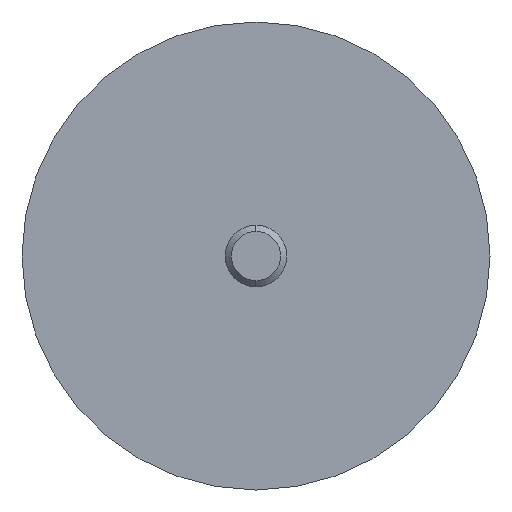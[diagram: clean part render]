
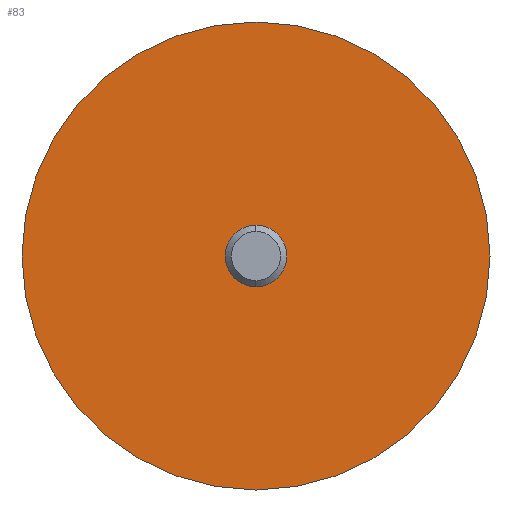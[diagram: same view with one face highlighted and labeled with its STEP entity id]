
A CAD part, left-side view. The second image highlights one B-rep face of the part: STEP entity #83.
In plain terms, the highlighted planar face has unit normal (-1, 0, 0).
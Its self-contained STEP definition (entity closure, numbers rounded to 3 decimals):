
#12 = FACE_OUTER_BOUND ( 'NONE', #321, .T. ) ;
#16 = VERTEX_POINT ( 'NONE', #200 ) ;
#17 = DIRECTION ( 'NONE',  ( 1., 0., 0. ) ) ;
#28 = DIRECTION ( 'NONE',  ( -1., 0., 0. ) ) ;
#40 = ORIENTED_EDGE ( 'NONE', *, *, #154, .F. ) ;
#44 = CARTESIAN_POINT ( 'NONE',  ( -33.337, -38.392, 0. ) ) ;
#46 = VERTEX_POINT ( 'NONE', #90 ) ;
#55 = DIRECTION ( 'NONE',  ( 0., 0., 1. ) ) ;
#74 = DIRECTION ( 'NONE',  ( 0., 0., -1. ) ) ;
#76 = CARTESIAN_POINT ( 'NONE',  ( -33.337, -19.392, 0. ) ) ;
#81 = AXIS2_PLACEMENT_3D ( 'NONE', #259, #28, #55 ) ;
#83 = ADVANCED_FACE ( 'NONE', ( #384, #12 ), #341, .F. ) ;
#90 = CARTESIAN_POINT ( 'NONE',  ( -33.337, -38.392, -19. ) ) ;
#100 = AXIS2_PLACEMENT_3D ( 'NONE', #76, #17, #74 ) ;
#104 = CARTESIAN_POINT ( 'NONE',  ( -33.337, -38.392, 0. ) ) ;
#111 = VERTEX_POINT ( 'NONE', #143 ) ;
#122 = EDGE_CURVE ( 'NONE', #111, #16, #310, .T. ) ;
#136 = DIRECTION ( 'NONE',  ( -1., 0., 0. ) ) ;
#142 = ORIENTED_EDGE ( 'NONE', *, *, #285, .T. ) ;
#143 = CARTESIAN_POINT ( 'NONE',  ( -33.337, -38.392, 2.5 ) ) ;
#154 = EDGE_CURVE ( 'NONE', #16, #111, #206, .T. ) ;
#168 = EDGE_LOOP ( 'NONE', ( #178, #40 ) ) ;
#170 = CIRCLE ( 'NONE', #316, 19. ) ;
#171 = AXIS2_PLACEMENT_3D ( 'NONE', #104, #136, #276 ) ;
#178 = ORIENTED_EDGE ( 'NONE', *, *, #122, .F. ) ;
#192 = CIRCLE ( 'NONE', #81, 19. ) ;
#200 = CARTESIAN_POINT ( 'NONE',  ( -33.337, -38.392, -2.5 ) ) ;
#206 = CIRCLE ( 'NONE', #229, 2.5 ) ;
#220 = CARTESIAN_POINT ( 'NONE',  ( -33.337, -38.392, 0. ) ) ;
#229 = AXIS2_PLACEMENT_3D ( 'NONE', #44, #417, #380 ) ;
#259 = CARTESIAN_POINT ( 'NONE',  ( -33.337, -38.392, 0. ) ) ;
#276 = DIRECTION ( 'NONE',  ( 0., 0., 1. ) ) ;
#285 = EDGE_CURVE ( 'NONE', #46, #377, #192, .T. ) ;
#310 = CIRCLE ( 'NONE', #171, 2.5 ) ;
#316 = AXIS2_PLACEMENT_3D ( 'NONE', #220, #363, #329 ) ;
#321 = EDGE_LOOP ( 'NONE', ( #418, #142 ) ) ;
#324 = CARTESIAN_POINT ( 'NONE',  ( -33.337, -38.392, 19. ) ) ;
#329 = DIRECTION ( 'NONE',  ( 0., 0., 1. ) ) ;
#341 = PLANE ( 'NONE',  #100 ) ;
#344 = EDGE_CURVE ( 'NONE', #377, #46, #170, .T. ) ;
#363 = DIRECTION ( 'NONE',  ( -1., 0., 0. ) ) ;
#377 = VERTEX_POINT ( 'NONE', #324 ) ;
#380 = DIRECTION ( 'NONE',  ( 0., 0., 1. ) ) ;
#384 = FACE_BOUND ( 'NONE', #168, .T. ) ;
#417 = DIRECTION ( 'NONE',  ( -1., 0., 0. ) ) ;
#418 = ORIENTED_EDGE ( 'NONE', *, *, #344, .T. ) ;
